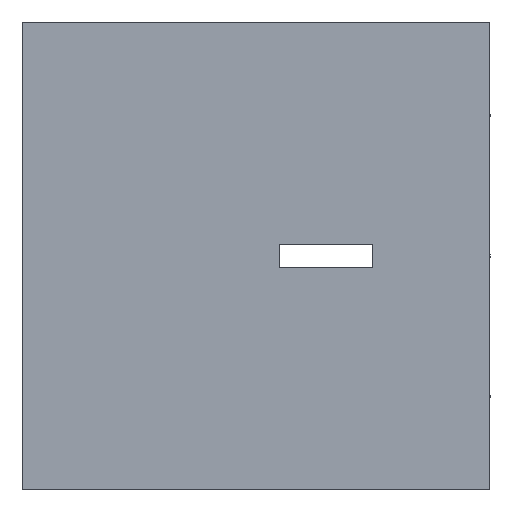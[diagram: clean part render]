
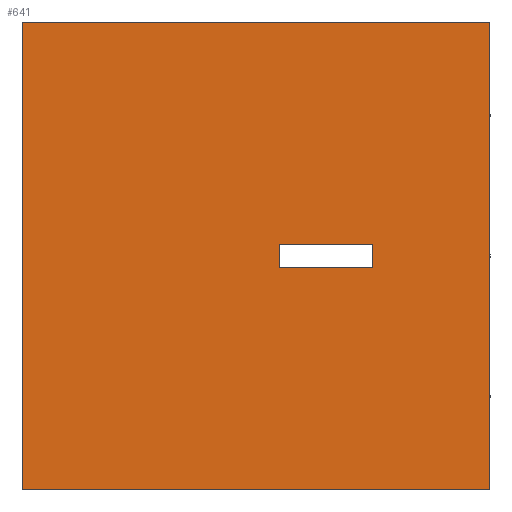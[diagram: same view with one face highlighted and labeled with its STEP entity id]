
A CAD part, front view. The second image highlights one B-rep face of the part: STEP entity #641.
In plain terms, the highlighted planar face has unit normal (0, -1, 0).
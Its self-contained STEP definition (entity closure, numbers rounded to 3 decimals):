
#8 = VECTOR ( 'NONE', #2068, 1000. ) ;
#27 = EDGE_CURVE ( 'NONE', #456, #1423, #2487, .T. ) ;
#33 = ORIENTED_EDGE ( 'NONE', *, *, #2249, .T. ) ;
#52 = VECTOR ( 'NONE', #1044, 1000. ) ;
#96 = VECTOR ( 'NONE', #881, 1000. ) ;
#162 = CARTESIAN_POINT ( 'NONE',  ( 50., 0., 25. ) ) ;
#183 = VERTEX_POINT ( 'NONE', #2167 ) ;
#203 = FACE_OUTER_BOUND ( 'NONE', #2226, .T. ) ;
#216 = CARTESIAN_POINT ( 'NONE',  ( 250., 0., -25. ) ) ;
#220 = LINE ( 'NONE', #1721, #1891 ) ;
#225 = VECTOR ( 'NONE', #1560, 1000. ) ;
#309 = VECTOR ( 'NONE', #783, 1000. ) ;
#317 = VERTEX_POINT ( 'NONE', #1814 ) ;
#344 = ORIENTED_EDGE ( 'NONE', *, *, #1418, .F. ) ;
#347 = ORIENTED_EDGE ( 'NONE', *, *, #560, .T. ) ;
#349 = CARTESIAN_POINT ( 'NONE',  ( 250., 0., 25. ) ) ;
#425 = CARTESIAN_POINT ( 'NONE',  ( -500., 0., 500. ) ) ;
#456 = VERTEX_POINT ( 'NONE', #162 ) ;
#560 = EDGE_CURVE ( 'NONE', #660, #456, #2123, .T. ) ;
#641 = ADVANCED_FACE ( 'NONE', ( #2749, #203 ), #1053, .T. ) ;
#650 = DIRECTION ( 'NONE',  ( 0., -1., 0. ) ) ;
#660 = VERTEX_POINT ( 'NONE', #2177 ) ;
#707 = CARTESIAN_POINT ( 'NONE',  ( -500., 0., 500. ) ) ;
#783 = DIRECTION ( 'NONE',  ( 1., 0., 0. ) ) ;
#858 = CARTESIAN_POINT ( 'NONE',  ( 0., 0., 0. ) ) ;
#861 = ORIENTED_EDGE ( 'NONE', *, *, #2665, .T. ) ;
#881 = DIRECTION ( 'NONE',  ( 0., 0., 1. ) ) ;
#903 = VECTOR ( 'NONE', #2118, 1000. ) ;
#917 = LINE ( 'NONE', #707, #225 ) ;
#1044 = DIRECTION ( 'NONE',  ( -1., 0., 0. ) ) ;
#1053 = PLANE ( 'NONE',  #2184 ) ;
#1095 = EDGE_CURVE ( 'NONE', #2175, #183, #1260, .T. ) ;
#1175 = ORIENTED_EDGE ( 'NONE', *, *, #1268, .F. ) ;
#1219 = CARTESIAN_POINT ( 'NONE',  ( -500., 0., 500. ) ) ;
#1260 = LINE ( 'NONE', #1219, #8 ) ;
#1268 = EDGE_CURVE ( 'NONE', #183, #1383, #2536, .T. ) ;
#1282 = CARTESIAN_POINT ( 'NONE',  ( 50., 0., 25. ) ) ;
#1342 = ORIENTED_EDGE ( 'NONE', *, *, #1095, .F. ) ;
#1383 = VERTEX_POINT ( 'NONE', #2143 ) ;
#1394 = VECTOR ( 'NONE', #1688, 1000. ) ;
#1418 = EDGE_CURVE ( 'NONE', #317, #2175, #917, .T. ) ;
#1423 = VERTEX_POINT ( 'NONE', #2400 ) ;
#1560 = DIRECTION ( 'NONE',  ( 0., 0., 1. ) ) ;
#1598 = CARTESIAN_POINT ( 'NONE',  ( 250., 0., -25. ) ) ;
#1642 = EDGE_CURVE ( 'NONE', #1383, #317, #1662, .T. ) ;
#1662 = LINE ( 'NONE', #2739, #52 ) ;
#1680 = EDGE_LOOP ( 'NONE', ( #347, #2119, #33, #861 ) ) ;
#1688 = DIRECTION ( 'NONE',  ( 0., 0., -1. ) ) ;
#1691 = LINE ( 'NONE', #216, #903 ) ;
#1719 = ORIENTED_EDGE ( 'NONE', *, *, #1642, .F. ) ;
#1721 = CARTESIAN_POINT ( 'NONE',  ( 250., 0., 25. ) ) ;
#1733 = DIRECTION ( 'NONE',  ( 0., 0., -1. ) ) ;
#1814 = CARTESIAN_POINT ( 'NONE',  ( -500., 0., -500. ) ) ;
#1891 = VECTOR ( 'NONE', #1733, 1000. ) ;
#1950 = DIRECTION ( 'NONE',  ( 0., 0., -1. ) ) ;
#2068 = DIRECTION ( 'NONE',  ( 1., 0., 0. ) ) ;
#2118 = DIRECTION ( 'NONE',  ( -1., 0., 0. ) ) ;
#2119 = ORIENTED_EDGE ( 'NONE', *, *, #27, .T. ) ;
#2123 = LINE ( 'NONE', #1282, #96 ) ;
#2143 = CARTESIAN_POINT ( 'NONE',  ( 500., 0., -500. ) ) ;
#2167 = CARTESIAN_POINT ( 'NONE',  ( 500., 0., 500. ) ) ;
#2175 = VERTEX_POINT ( 'NONE', #425 ) ;
#2177 = CARTESIAN_POINT ( 'NONE',  ( 50., 0., -25. ) ) ;
#2184 = AXIS2_PLACEMENT_3D ( 'NONE', #858, #650, #1950 ) ;
#2226 = EDGE_LOOP ( 'NONE', ( #1175, #1342, #344, #1719 ) ) ;
#2249 = EDGE_CURVE ( 'NONE', #1423, #2329, #220, .T. ) ;
#2329 = VERTEX_POINT ( 'NONE', #1598 ) ;
#2400 = CARTESIAN_POINT ( 'NONE',  ( 250., 0., 25. ) ) ;
#2487 = LINE ( 'NONE', #349, #309 ) ;
#2536 = LINE ( 'NONE', #2742, #1394 ) ;
#2665 = EDGE_CURVE ( 'NONE', #2329, #660, #1691, .T. ) ;
#2739 = CARTESIAN_POINT ( 'NONE',  ( -500., 0., -500. ) ) ;
#2742 = CARTESIAN_POINT ( 'NONE',  ( 500., 0., 500. ) ) ;
#2749 = FACE_BOUND ( 'NONE', #1680, .T. ) ;
